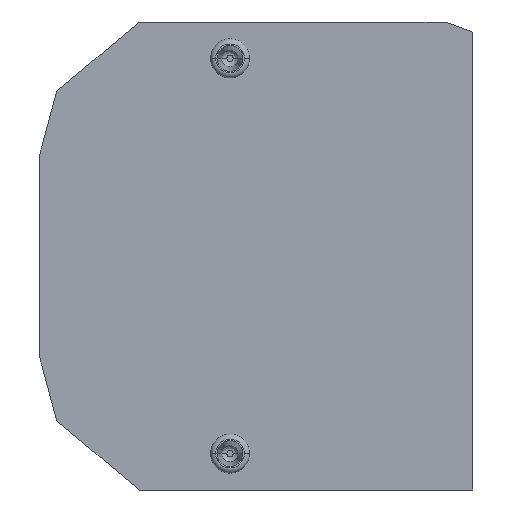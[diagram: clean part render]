
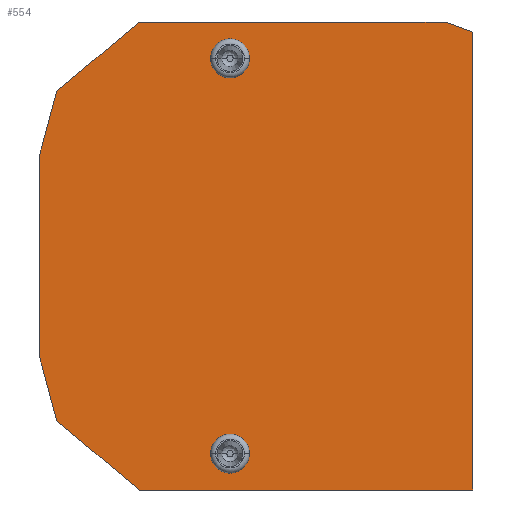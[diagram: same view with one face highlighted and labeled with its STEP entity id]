
A CAD part, left-side view. The second image highlights one B-rep face of the part: STEP entity #554.
In plain terms, the highlighted planar face has unit normal (-1, 0, 0).
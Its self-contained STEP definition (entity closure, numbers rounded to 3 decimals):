
#11=CARTESIAN_POINT('',(0.,27.05,-11.4));
#12=DIRECTION('',(1.,0.,0.));
#13=DIRECTION('',(0.,-1.,0.));
#14=AXIS2_PLACEMENT_3D('',#11,#12,#13);
#16=CARTESIAN_POINT('',(0.,27.05,-11.4));
#17=DIRECTION('',(1.,0.,0.));
#18=DIRECTION('',(0.,1.,0.));
#19=AXIS2_PLACEMENT_3D('',#16,#17,#18);
#31=CARTESIAN_POINT('',(0.,27.05,11.4));
#32=DIRECTION('',(1.,0.,0.));
#33=DIRECTION('',(0.,1.,0.));
#34=AXIS2_PLACEMENT_3D('',#31,#32,#33);
#36=CARTESIAN_POINT('',(0.,27.05,11.4));
#37=DIRECTION('',(1.,0.,0.));
#38=DIRECTION('',(0.,-1.,0.));
#39=AXIS2_PLACEMENT_3D('',#36,#37,#38);
#41=DIRECTION('',(0.,0.94,0.342));
#42=VECTOR('',#41,1.696);
#43=CARTESIAN_POINT('',(0.,13.05,12.92));
#44=LINE('',#43,#42);
#45=DIRECTION('',(0.,0.,-1.));
#46=VECTOR('',#45,26.42);
#47=CARTESIAN_POINT('',(0.,13.05,12.92));
#48=LINE('',#47,#46);
#49=DIRECTION('',(0.,1.,0.));
#50=VECTOR('',#49,19.23);
#51=CARTESIAN_POINT('',(0.,13.05,-13.5));
#52=LINE('',#51,#50);
#53=DIRECTION('',(0.,0.766,0.643));
#54=VECTOR('',#53,6.227);
#55=CARTESIAN_POINT('',(0.,32.28,-13.5));
#56=LINE('',#55,#54);
#57=DIRECTION('',(0.,0.259,0.966));
#58=VECTOR('',#57,3.864);
#59=CARTESIAN_POINT('',(0.,37.05,-9.498));
#60=LINE('',#59,#58);
#61=DIRECTION('',(0.,0.,1.));
#62=VECTOR('',#61,11.53);
#63=CARTESIAN_POINT('',(0.,38.05,-5.765));
#64=LINE('',#63,#62);
#65=DIRECTION('',(0.,-0.259,0.966));
#66=VECTOR('',#65,3.864);
#67=CARTESIAN_POINT('',(0.,38.05,5.765));
#68=LINE('',#67,#66);
#69=DIRECTION('',(0.,-0.766,0.643));
#70=VECTOR('',#69,6.227);
#71=CARTESIAN_POINT('',(0.,37.05,9.498));
#72=LINE('',#71,#70);
#73=DIRECTION('',(0.,-1.,0.));
#74=VECTOR('',#73,17.636);
#75=CARTESIAN_POINT('',(0.,32.28,13.5));
#76=LINE('',#75,#74);
#385=CARTESIAN_POINT('',(0.,13.05,-13.5));
#386=CARTESIAN_POINT('',(0.,32.28,-13.5));
#387=VERTEX_POINT('',#385);
#388=VERTEX_POINT('',#386);
#389=CARTESIAN_POINT('',(0.,37.05,-9.498));
#390=VERTEX_POINT('',#389);
#391=CARTESIAN_POINT('',(0.,38.05,-5.765));
#392=VERTEX_POINT('',#391);
#393=CARTESIAN_POINT('',(0.,38.05,5.765));
#394=VERTEX_POINT('',#393);
#395=CARTESIAN_POINT('',(0.,37.05,9.498));
#396=VERTEX_POINT('',#395);
#397=CARTESIAN_POINT('',(0.,32.28,13.5));
#398=VERTEX_POINT('',#397);
#437=CARTESIAN_POINT('',(0.,26.037,-11.4));
#438=CARTESIAN_POINT('',(0.,28.063,-11.4));
#439=VERTEX_POINT('',#437);
#440=VERTEX_POINT('',#438);
#465=CARTESIAN_POINT('',(0.,28.063,11.4));
#466=CARTESIAN_POINT('',(0.,26.037,11.4));
#467=VERTEX_POINT('',#465);
#468=VERTEX_POINT('',#466);
#469=CARTESIAN_POINT('',(0.,13.05,12.92));
#470=CARTESIAN_POINT('',(0.,14.644,13.5));
#471=VERTEX_POINT('',#469);
#472=VERTEX_POINT('',#470);
#517=CARTESIAN_POINT('',(0.,38.05,0.));
#518=DIRECTION('',(1.,0.,0.));
#519=DIRECTION('',(0.,0.,-1.));
#520=AXIS2_PLACEMENT_3D('',#517,#518,#519);
#521=PLANE('',#520);
#523=ORIENTED_EDGE('',*,*,#522,.F.);
#525=ORIENTED_EDGE('',*,*,#524,.T.);
#527=ORIENTED_EDGE('',*,*,#526,.T.);
#529=ORIENTED_EDGE('',*,*,#528,.T.);
#531=ORIENTED_EDGE('',*,*,#530,.T.);
#533=ORIENTED_EDGE('',*,*,#532,.T.);
#535=ORIENTED_EDGE('',*,*,#534,.T.);
#537=ORIENTED_EDGE('',*,*,#536,.T.);
#539=ORIENTED_EDGE('',*,*,#538,.T.);
#540=EDGE_LOOP('',(#523,#525,#527,#529,#531,#533,#535,#537,#539));
#541=FACE_OUTER_BOUND('',#540,.F.);
#543=ORIENTED_EDGE('',*,*,#542,.F.);
#545=ORIENTED_EDGE('',*,*,#544,.F.);
#546=EDGE_LOOP('',(#543,#545));
#547=FACE_BOUND('',#546,.F.);
#549=ORIENTED_EDGE('',*,*,#548,.F.);
#551=ORIENTED_EDGE('',*,*,#550,.F.);
#552=EDGE_LOOP('',(#549,#551));
#553=FACE_BOUND('',#552,.F.);
#554=ADVANCED_FACE('',(#541,#547,#553),#521,.F.);
#15=CIRCLE('',#14,1.013);
#20=CIRCLE('',#19,1.013);
#35=CIRCLE('',#34,1.013);
#40=CIRCLE('',#39,1.013);
#522=EDGE_CURVE('',#471,#472,#44,.T.);
#524=EDGE_CURVE('',#471,#387,#48,.T.);
#526=EDGE_CURVE('',#387,#388,#52,.T.);
#528=EDGE_CURVE('',#388,#390,#56,.T.);
#530=EDGE_CURVE('',#390,#392,#60,.T.);
#532=EDGE_CURVE('',#392,#394,#64,.T.);
#534=EDGE_CURVE('',#394,#396,#68,.T.);
#536=EDGE_CURVE('',#396,#398,#72,.T.);
#538=EDGE_CURVE('',#398,#472,#76,.T.);
#542=EDGE_CURVE('',#439,#440,#15,.T.);
#544=EDGE_CURVE('',#440,#439,#20,.T.);
#548=EDGE_CURVE('',#467,#468,#35,.T.);
#550=EDGE_CURVE('',#468,#467,#40,.T.);
